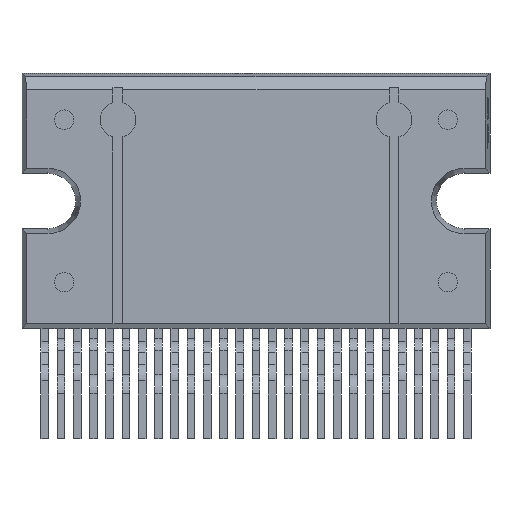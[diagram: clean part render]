
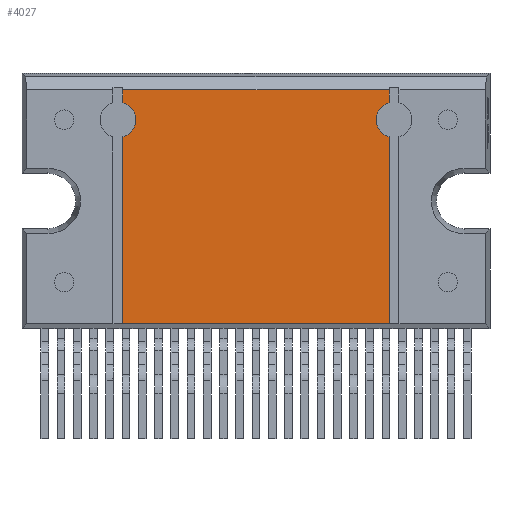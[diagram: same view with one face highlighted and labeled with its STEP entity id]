
A CAD part, front view. The second image highlights one B-rep face of the part: STEP entity #4027.
In plain terms, the highlighted planar face has unit normal (0, -1, 0).
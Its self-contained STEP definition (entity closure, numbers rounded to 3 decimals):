
#2058 = VERTEX_POINT ( 'NONE', #32509 ) ;
#2094 = VERTEX_POINT ( 'NONE', #16693 ) ;
#3343 = AXIS2_PLACEMENT_3D ( 'NONE', #7615, #10708, #5260 ) ;
#4027 = ADVANCED_FACE ( 'NONE', ( #18648 ), #27108, .F. ) ;
#4441 = ORIENTED_EDGE ( 'NONE', *, *, #11470, .F. ) ;
#5260 = DIRECTION ( 'NONE',  ( 0., 0., 1. ) ) ;
#5596 = LINE ( 'NONE', #19325, #7530 ) ;
#6148 = VECTOR ( 'NONE', #17025, 1000. ) ;
#6511 = CIRCLE ( 'NONE', #19177, 1.1 ) ;
#7530 = VECTOR ( 'NONE', #11411, 1000. ) ;
#7615 = CARTESIAN_POINT ( 'NONE',  ( -14.4, -2.25, 7.85 ) ) ;
#7822 = ORIENTED_EDGE ( 'NONE', *, *, #26994, .T. ) ;
#8308 = CARTESIAN_POINT ( 'NONE',  ( -8.2, -2.25, 3.942 ) ) ;
#9434 = VECTOR ( 'NONE', #25338, 1000. ) ;
#9592 = DIRECTION ( 'NONE',  ( 1., 0., 0. ) ) ;
#10289 = CARTESIAN_POINT ( 'NONE',  ( -14.1, -2.25, 6.849 ) ) ;
#10693 = DIRECTION ( 'NONE',  ( 0., 0., -1. ) ) ;
#10708 = DIRECTION ( 'NONE',  ( 0., 1., 0. ) ) ;
#10745 = CARTESIAN_POINT ( 'NONE',  ( -8.2, -2.25, 6.849 ) ) ;
#10772 = EDGE_LOOP ( 'NONE', ( #31771, #26618, #12022, #19765, #7822, #31979, #4441, #31900 ) ) ;
#11250 = LINE ( 'NONE', #30535, #6148 ) ;
#11268 = LINE ( 'NONE', #14330, #9434 ) ;
#11411 = DIRECTION ( 'NONE',  ( 0., 0., -1. ) ) ;
#11470 = EDGE_CURVE ( 'NONE', #2058, #19281, #21965, .T. ) ;
#12022 = ORIENTED_EDGE ( 'NONE', *, *, #18040, .F. ) ;
#14330 = CARTESIAN_POINT ( 'NONE',  ( 8.2, -2.25, 6.058 ) ) ;
#14819 = CARTESIAN_POINT ( 'NONE',  ( -8.2, -2.25, 6.058 ) ) ;
#15237 = DIRECTION ( 'NONE',  ( 0., -1., 0. ) ) ;
#15831 = EDGE_CURVE ( 'NONE', #19281, #2094, #5596, .T. ) ;
#16297 = CARTESIAN_POINT ( 'NONE',  ( 8.5, -2.25, 5. ) ) ;
#16427 = CARTESIAN_POINT ( 'NONE',  ( -8.2, -2.25, -7.55 ) ) ;
#16693 = CARTESIAN_POINT ( 'NONE',  ( 8.2, -2.25, -7.55 ) ) ;
#17025 = DIRECTION ( 'NONE',  ( 0., 0., 1. ) ) ;
#17600 = EDGE_CURVE ( 'NONE', #25152, #19083, #24349, .T. ) ;
#17935 = EDGE_CURVE ( 'NONE', #25152, #2058, #11268, .T. ) ;
#18040 = EDGE_CURVE ( 'NONE', #35184, #32203, #6511, .T. ) ;
#18110 = DIRECTION ( 'NONE',  ( 0., 0., -1. ) ) ;
#18235 = LINE ( 'NONE', #28691, #26207 ) ;
#18389 = VERTEX_POINT ( 'NONE', #16427 ) ;
#18444 = CARTESIAN_POINT ( 'NONE',  ( 8.2, -2.25, 6.849 ) ) ;
#18648 = FACE_OUTER_BOUND ( 'NONE', #10772, .T. ) ;
#19083 = VERTEX_POINT ( 'NONE', #10745 ) ;
#19177 = AXIS2_PLACEMENT_3D ( 'NONE', #29074, #15237, #18110 ) ;
#19281 = VERTEX_POINT ( 'NONE', #35327 ) ;
#19315 = DIRECTION ( 'NONE',  ( 0., -1., 0. ) ) ;
#19325 = CARTESIAN_POINT ( 'NONE',  ( 8.2, -2.25, -10.938 ) ) ;
#19736 = CARTESIAN_POINT ( 'NONE',  ( -8.2, -2.25, 6.058 ) ) ;
#19765 = ORIENTED_EDGE ( 'NONE', *, *, #28464, .F. ) ;
#20756 = VECTOR ( 'NONE', #29208, 1000. ) ;
#21965 = CIRCLE ( 'NONE', #33454, 1.1 ) ;
#23111 = DIRECTION ( 'NONE',  ( 0., 0., 1. ) ) ;
#24349 = LINE ( 'NONE', #10289, #20756 ) ;
#25152 = VERTEX_POINT ( 'NONE', #18444 ) ;
#25338 = DIRECTION ( 'NONE',  ( 0., 0., -1. ) ) ;
#26142 = EDGE_CURVE ( 'NONE', #32203, #19083, #31041, .T. ) ;
#26207 = VECTOR ( 'NONE', #9592, 1000. ) ;
#26618 = ORIENTED_EDGE ( 'NONE', *, *, #26142, .F. ) ;
#26994 = EDGE_CURVE ( 'NONE', #18389, #2094, #18235, .T. ) ;
#27108 = PLANE ( 'NONE',  #3343 ) ;
#28464 = EDGE_CURVE ( 'NONE', #18389, #35184, #11250, .T. ) ;
#28691 = CARTESIAN_POINT ( 'NONE',  ( -14.4, -2.25, -7.55 ) ) ;
#29074 = CARTESIAN_POINT ( 'NONE',  ( -8.5, -2.25, 5. ) ) ;
#29208 = DIRECTION ( 'NONE',  ( -1., 0., 0. ) ) ;
#29245 = VECTOR ( 'NONE', #23111, 1000. ) ;
#30535 = CARTESIAN_POINT ( 'NONE',  ( -8.2, -2.25, -10.938 ) ) ;
#31041 = LINE ( 'NONE', #14819, #29245 ) ;
#31771 = ORIENTED_EDGE ( 'NONE', *, *, #17600, .T. ) ;
#31900 = ORIENTED_EDGE ( 'NONE', *, *, #17935, .F. ) ;
#31979 = ORIENTED_EDGE ( 'NONE', *, *, #15831, .F. ) ;
#32203 = VERTEX_POINT ( 'NONE', #19736 ) ;
#32509 = CARTESIAN_POINT ( 'NONE',  ( 8.2, -2.25, 6.058 ) ) ;
#33454 = AXIS2_PLACEMENT_3D ( 'NONE', #16297, #19315, #10693 ) ;
#35184 = VERTEX_POINT ( 'NONE', #8308 ) ;
#35327 = CARTESIAN_POINT ( 'NONE',  ( 8.2, -2.25, 3.942 ) ) ;
